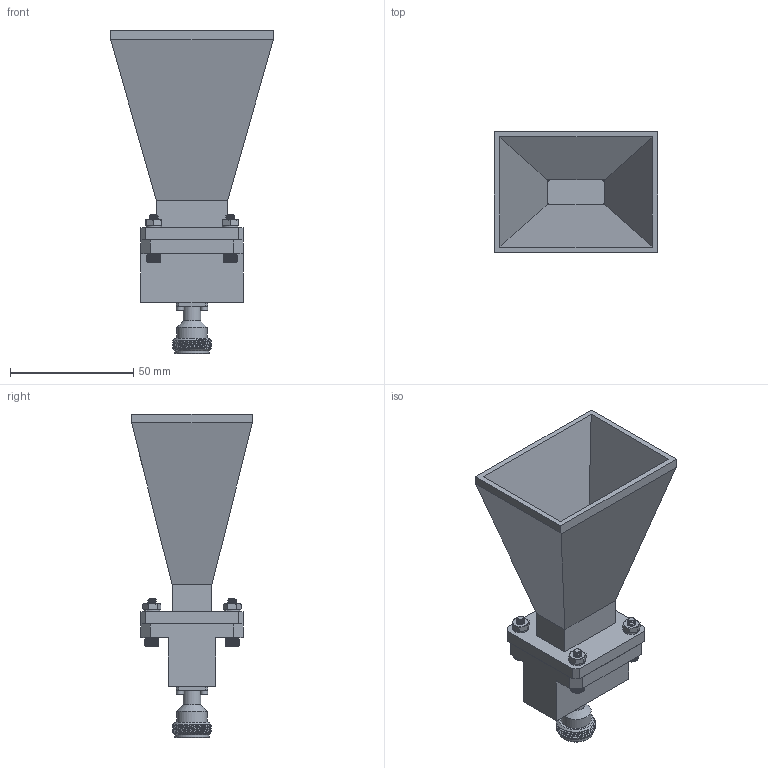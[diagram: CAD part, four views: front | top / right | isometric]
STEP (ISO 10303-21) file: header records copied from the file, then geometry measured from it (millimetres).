
FILE_DESCRIPTION (( 'STEP AP214' ), '1' );
FILE_NAME ('PEWAN090-15ELNF_3D.STEP', '2021-11-15T21:18:26', ( '' ), ( '' ), 'SwSTEP 2.0', 'SolidWorks 2021', '' );
FILE_SCHEMA (( 'AUTOMOTIVE_DESIGN' ));
Length unit declared in the file: inch
Products named in the file (6): 6-LW; PEWAN090-15; PE9868; PEWAN090-15ELNF_3D; 6-32SH-HXx.625_92196A150; 6-32HN-NARROW_90730A007
Assembly tree (14 placements, depth 2):
  PEWAN090-15ELNF_3D
    6-32HN-NARROW_90730A007  x4
    6-32SH-HXx.625_92196A150  x4
    6-LW  x4
    PE9868
    PEWAN090-15
Bounding box: 66.19 x 48.76 x 131.24 mm (x, y, z)
Volume: 67685.5 mm3; surface area: 40276.4 mm2
Topology: 15 solids, 15 shells, 1125 faces, 2565 edges, 1495 vertices
Faces by surface type: plane 687, cone 369, cylinder 46, bspline 23
Full cylindrical faces by diameter (mm): 0.254 x1, 1.524 x1, 2.54 x1, 2.997 x4, 4.3 x4, 4.318 x4, 7.112 x1, 7.366 x1, 8.382 x1, 12.447 x1, 13.971 x2
Entity records: 15979 total; most frequent: CARTESIAN_POINT 6863, ORIENTED_EDGE 1854, DIRECTION 1656, EDGE_CURVE 927, AXIS2_PLACEMENT_3D 627, VERTEX_POINT 571, EDGE_LOOP 498, FACE_OUTER_BOUND 444
